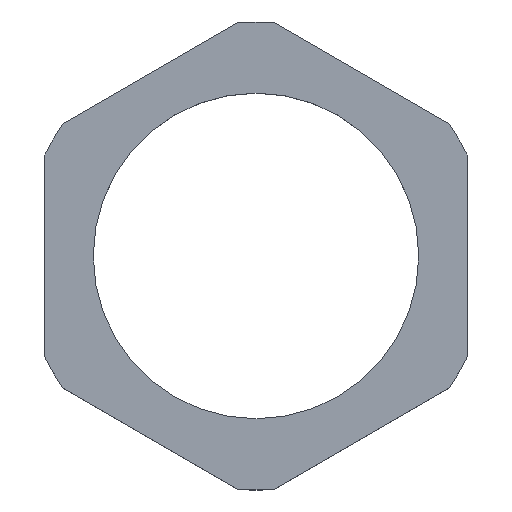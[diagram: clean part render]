
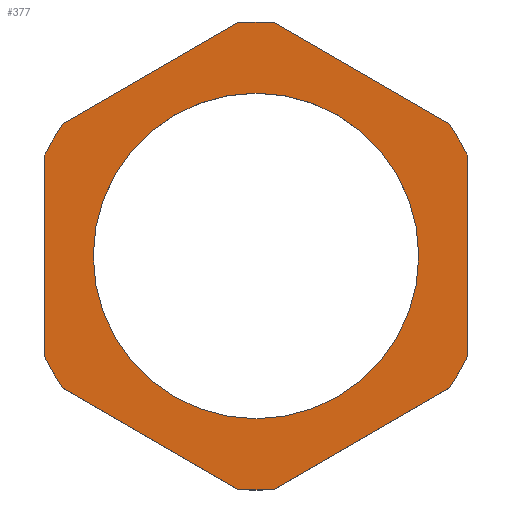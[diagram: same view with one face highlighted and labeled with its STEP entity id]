
A CAD part, top view. The second image highlights one B-rep face of the part: STEP entity #377.
In plain terms, the highlighted planar face has unit normal (0, 0, 1).
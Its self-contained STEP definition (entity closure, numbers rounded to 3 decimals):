
#8 = VECTOR ( 'NONE', #416, 1000. ) ;
#10 = EDGE_CURVE ( 'NONE', #286, #488, #27, .T. ) ;
#14 = DIRECTION ( 'NONE',  ( 0., 0., 1. ) ) ;
#21 = CARTESIAN_POINT ( 'NONE',  ( 0., 0., 3.5 ) ) ;
#27 = CIRCLE ( 'NONE', #307, 13.3 ) ;
#29 = CARTESIAN_POINT ( 'NONE',  ( 1.033, -13.26, 3.5 ) ) ;
#30 = CARTESIAN_POINT ( 'NONE',  ( 10.967, 7.525, 3.5 ) ) ;
#37 = CIRCLE ( 'NONE', #424, 13.3 ) ;
#41 = VERTEX_POINT ( 'NONE', #184 ) ;
#42 = DIRECTION ( 'NONE',  ( 0., 0., 1. ) ) ;
#48 = CIRCLE ( 'NONE', #104, 13.3 ) ;
#60 = DIRECTION ( 'NONE',  ( 1., 0., 0. ) ) ;
#61 = VERTEX_POINT ( 'NONE', #229 ) ;
#62 = VERTEX_POINT ( 'NONE', #483 ) ;
#65 = DIRECTION ( 'NONE',  ( 0., -1., 0. ) ) ;
#77 = ORIENTED_EDGE ( 'NONE', *, *, #538, .T. ) ;
#78 = ORIENTED_EDGE ( 'NONE', *, *, #494, .T. ) ;
#84 = VECTOR ( 'NONE', #133, 1000. ) ;
#86 = EDGE_CURVE ( 'NONE', #403, #61, #37, .T. ) ;
#87 = VERTEX_POINT ( 'NONE', #461 ) ;
#89 = LINE ( 'NONE', #452, #84 ) ;
#97 = AXIS2_PLACEMENT_3D ( 'NONE', #235, #540, #277 ) ;
#104 = AXIS2_PLACEMENT_3D ( 'NONE', #228, #481, #441 ) ;
#105 = DIRECTION ( 'NONE',  ( 0., 0., 1. ) ) ;
#108 = LINE ( 'NONE', #156, #550 ) ;
#114 = EDGE_CURVE ( 'NONE', #62, #517, #288, .T. ) ;
#115 = EDGE_LOOP ( 'NONE', ( #131, #130 ) ) ;
#116 = CARTESIAN_POINT ( 'NONE',  ( 0., 0., 3.5 ) ) ;
#119 = LINE ( 'NONE', #287, #271 ) ;
#126 = DIRECTION ( 'NONE',  ( 1., 0., 0. ) ) ;
#130 = ORIENTED_EDGE ( 'NONE', *, *, #140, .F. ) ;
#131 = ORIENTED_EDGE ( 'NONE', *, *, #179, .F. ) ;
#133 = DIRECTION ( 'NONE',  ( -0.866, 0.5, 0. ) ) ;
#140 = EDGE_CURVE ( 'NONE', #87, #143, #431, .T. ) ;
#143 = VERTEX_POINT ( 'NONE', #448 ) ;
#149 = EDGE_CURVE ( 'NONE', #488, #62, #405, .T. ) ;
#156 = CARTESIAN_POINT ( 'NONE',  ( -1.033, 13.26, 3.5 ) ) ;
#157 = CARTESIAN_POINT ( 'NONE',  ( 1.033, 13.26, 3.5 ) ) ;
#159 = EDGE_CURVE ( 'NONE', #41, #368, #551, .T. ) ;
#164 = CARTESIAN_POINT ( 'NONE',  ( 12., -5.735, 3.5 ) ) ;
#171 = CIRCLE ( 'NONE', #520, 13.3 ) ;
#172 = CARTESIAN_POINT ( 'NONE',  ( 0., 0., 3.5 ) ) ;
#177 = ORIENTED_EDGE ( 'NONE', *, *, #159, .T. ) ;
#179 = EDGE_CURVE ( 'NONE', #143, #87, #369, .T. ) ;
#184 = CARTESIAN_POINT ( 'NONE',  ( 12., -5.735, 3.5 ) ) ;
#188 = CARTESIAN_POINT ( 'NONE',  ( -10.967, -7.525, 3.5 ) ) ;
#193 = EDGE_CURVE ( 'NONE', #342, #232, #119, .T. ) ;
#197 = CARTESIAN_POINT ( 'NONE',  ( -12., 5.735, 3.5 ) ) ;
#201 = AXIS2_PLACEMENT_3D ( 'NONE', #292, #42, #253 ) ;
#219 = DIRECTION ( 'NONE',  ( 0., 0., 1. ) ) ;
#228 = CARTESIAN_POINT ( 'NONE',  ( 0., 0., 3.5 ) ) ;
#229 = CARTESIAN_POINT ( 'NONE',  ( -1.033, 13.26, 3.5 ) ) ;
#231 = ORIENTED_EDGE ( 'NONE', *, *, #244, .T. ) ;
#232 = VERTEX_POINT ( 'NONE', #239 ) ;
#235 = CARTESIAN_POINT ( 'NONE',  ( 0., 0., 3.5 ) ) ;
#239 = CARTESIAN_POINT ( 'NONE',  ( 10.967, -7.525, 3.5 ) ) ;
#241 = DIRECTION ( 'NONE',  ( 1., 0., 0. ) ) ;
#244 = EDGE_CURVE ( 'NONE', #368, #258, #171, .T. ) ;
#245 = CARTESIAN_POINT ( 'NONE',  ( 0., 0., 3.5 ) ) ;
#253 = DIRECTION ( 'NONE',  ( 1., 0., 0. ) ) ;
#257 = FACE_BOUND ( 'NONE', #115, .T. ) ;
#258 = VERTEX_POINT ( 'NONE', #30 ) ;
#260 = EDGE_CURVE ( 'NONE', #258, #403, #89, .T. ) ;
#265 = CARTESIAN_POINT ( 'NONE',  ( 0., 0., 3.5 ) ) ;
#271 = VECTOR ( 'NONE', #330, 1000. ) ;
#272 = EDGE_CURVE ( 'NONE', #517, #535, #487, .T. ) ;
#277 = DIRECTION ( 'NONE',  ( 1., 0., 0. ) ) ;
#284 = ORIENTED_EDGE ( 'NONE', *, *, #149, .T. ) ;
#286 = VERTEX_POINT ( 'NONE', #459 ) ;
#287 = CARTESIAN_POINT ( 'NONE',  ( 1.033, -13.26, 3.5 ) ) ;
#288 = CIRCLE ( 'NONE', #361, 13.3 ) ;
#290 = CIRCLE ( 'NONE', #201, 13.3 ) ;
#292 = CARTESIAN_POINT ( 'NONE',  ( 0., 0., 3.5 ) ) ;
#293 = CARTESIAN_POINT ( 'NONE',  ( -1.033, -13.26, 3.5 ) ) ;
#296 = CARTESIAN_POINT ( 'NONE',  ( 12., 5.735, 3.5 ) ) ;
#297 = ORIENTED_EDGE ( 'NONE', *, *, #86, .T. ) ;
#306 = DIRECTION ( 'NONE',  ( 1., 0., 0. ) ) ;
#307 = AXIS2_PLACEMENT_3D ( 'NONE', #265, #14, #306 ) ;
#316 = DIRECTION ( 'NONE',  ( 0., 0., 1. ) ) ;
#320 = CARTESIAN_POINT ( 'NONE',  ( -10.967, -7.525, 3.5 ) ) ;
#326 = ORIENTED_EDGE ( 'NONE', *, *, #10, .T. ) ;
#330 = DIRECTION ( 'NONE',  ( 0.866, 0.5, 0. ) ) ;
#333 = AXIS2_PLACEMENT_3D ( 'NONE', #172, #336, #126 ) ;
#336 = DIRECTION ( 'NONE',  ( 0., 0., 1. ) ) ;
#342 = VERTEX_POINT ( 'NONE', #29 ) ;
#343 = EDGE_CURVE ( 'NONE', #232, #41, #290, .T. ) ;
#351 = CARTESIAN_POINT ( 'NONE',  ( 0., 0., 3.5 ) ) ;
#361 = AXIS2_PLACEMENT_3D ( 'NONE', #21, #316, #60 ) ;
#362 = PLANE ( 'NONE',  #333 ) ;
#368 = VERTEX_POINT ( 'NONE', #296 ) ;
#369 = CIRCLE ( 'NONE', #373, 9.25 ) ;
#373 = AXIS2_PLACEMENT_3D ( 'NONE', #245, #219, #471 ) ;
#377 = ADVANCED_FACE ( 'NONE', ( #257, #410 ), #362, .T. ) ;
#388 = EDGE_LOOP ( 'NONE', ( #326, #284, #428, #470, #77, #409, #460, #177, #231, #490, #297, #78 ) ) ;
#393 = DIRECTION ( 'NONE',  ( 1., 0., 0. ) ) ;
#403 = VERTEX_POINT ( 'NONE', #157 ) ;
#405 = LINE ( 'NONE', #197, #449 ) ;
#409 = ORIENTED_EDGE ( 'NONE', *, *, #193, .T. ) ;
#410 = FACE_OUTER_BOUND ( 'NONE', #388, .T. ) ;
#416 = DIRECTION ( 'NONE',  ( 0., 1., 0. ) ) ;
#424 = AXIS2_PLACEMENT_3D ( 'NONE', #351, #105, #393 ) ;
#428 = ORIENTED_EDGE ( 'NONE', *, *, #114, .T. ) ;
#431 = CIRCLE ( 'NONE', #97, 9.25 ) ;
#441 = DIRECTION ( 'NONE',  ( 1., 0., 0. ) ) ;
#448 = CARTESIAN_POINT ( 'NONE',  ( 9.25, 0., 3.5 ) ) ;
#449 = VECTOR ( 'NONE', #65, 1000. ) ;
#452 = CARTESIAN_POINT ( 'NONE',  ( 10.967, 7.525, 3.5 ) ) ;
#459 = CARTESIAN_POINT ( 'NONE',  ( -10.967, 7.525, 3.5 ) ) ;
#460 = ORIENTED_EDGE ( 'NONE', *, *, #343, .T. ) ;
#461 = CARTESIAN_POINT ( 'NONE',  ( -9.25, 0., 3.5 ) ) ;
#470 = ORIENTED_EDGE ( 'NONE', *, *, #272, .T. ) ;
#471 = DIRECTION ( 'NONE',  ( 1., 0., 0. ) ) ;
#481 = DIRECTION ( 'NONE',  ( 0., 0., 1. ) ) ;
#483 = CARTESIAN_POINT ( 'NONE',  ( -12., -5.735, 3.5 ) ) ;
#487 = LINE ( 'NONE', #320, #514 ) ;
#488 = VERTEX_POINT ( 'NONE', #546 ) ;
#490 = ORIENTED_EDGE ( 'NONE', *, *, #260, .T. ) ;
#494 = EDGE_CURVE ( 'NONE', #61, #286, #108, .T. ) ;
#496 = DIRECTION ( 'NONE',  ( 0., 0., 1. ) ) ;
#505 = DIRECTION ( 'NONE',  ( -0.866, -0.5, 0. ) ) ;
#514 = VECTOR ( 'NONE', #518, 1000. ) ;
#517 = VERTEX_POINT ( 'NONE', #188 ) ;
#518 = DIRECTION ( 'NONE',  ( 0.866, -0.5, 0. ) ) ;
#520 = AXIS2_PLACEMENT_3D ( 'NONE', #116, #496, #241 ) ;
#535 = VERTEX_POINT ( 'NONE', #293 ) ;
#538 = EDGE_CURVE ( 'NONE', #535, #342, #48, .T. ) ;
#540 = DIRECTION ( 'NONE',  ( 0., 0., 1. ) ) ;
#546 = CARTESIAN_POINT ( 'NONE',  ( -12., 5.735, 3.5 ) ) ;
#550 = VECTOR ( 'NONE', #505, 1000. ) ;
#551 = LINE ( 'NONE', #164, #8 ) ;
